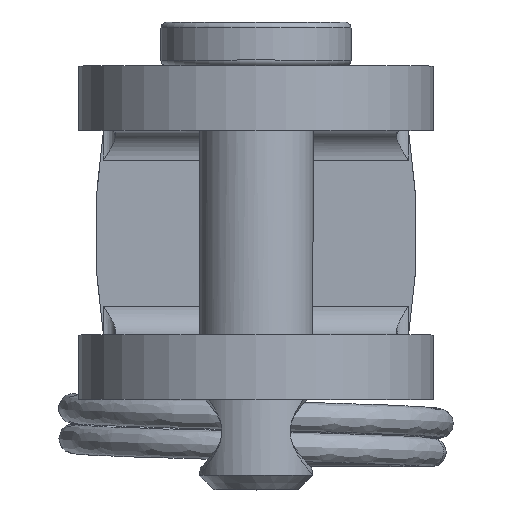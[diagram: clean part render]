
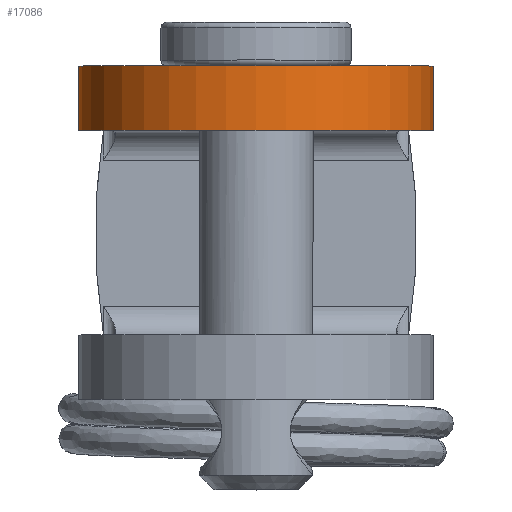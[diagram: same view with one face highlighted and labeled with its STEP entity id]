
A CAD part, top view. The second image highlights one B-rep face of the part: STEP entity #17086.
In plain terms, the highlighted cylindrical face has radius 6.064 mm (diameter 12.127 mm), a partial arc.
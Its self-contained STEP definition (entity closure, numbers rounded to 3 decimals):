
#39 = AXIS2_PLACEMENT_3D ( 'NONE', #1441, #7879, #4544 ) ;
#444 = LINE ( 'NONE', #16328, #12119 ) ;
#462 = DIRECTION ( 'NONE',  ( 0., 0., -1. ) ) ;
#539 = EDGE_LOOP ( 'NONE', ( #9313, #5729, #19775, #8011 ) ) ;
#659 = DIRECTION ( 'NONE',  ( 0., -1., 0. ) ) ;
#1441 = CARTESIAN_POINT ( 'NONE',  ( 0., 5.7, 9.436 ) ) ;
#2294 = CARTESIAN_POINT ( 'NONE',  ( 6., 3.5, 8.56 ) ) ;
#3023 = FACE_OUTER_BOUND ( 'NONE', #539, .T. ) ;
#3267 = CIRCLE ( 'NONE', #11380, 6.064 ) ;
#3282 = EDGE_CURVE ( 'NONE', #16629, #10364, #12938, .T. ) ;
#3797 = DIRECTION ( 'NONE',  ( 0., -1., 0. ) ) ;
#4544 = DIRECTION ( 'NONE',  ( 0., 0., -1. ) ) ;
#5729 = ORIENTED_EDGE ( 'NONE', *, *, #14204, .F. ) ;
#6322 = CARTESIAN_POINT ( 'NONE',  ( 6., 5.7, 8.56 ) ) ;
#6667 = CYLINDRICAL_SURFACE ( 'NONE', #12335, 6.064 ) ;
#6838 = DIRECTION ( 'NONE',  ( 0., -1., 0. ) ) ;
#6931 = VERTEX_POINT ( 'NONE', #2294 ) ;
#7879 = DIRECTION ( 'NONE',  ( 0., 1., 0. ) ) ;
#8011 = ORIENTED_EDGE ( 'NONE', *, *, #19102, .T. ) ;
#8368 = DIRECTION ( 'NONE',  ( 0., 1., 0. ) ) ;
#8480 = CARTESIAN_POINT ( 'NONE',  ( 0., 5.7, 9.436 ) ) ;
#9313 = ORIENTED_EDGE ( 'NONE', *, *, #13451, .T. ) ;
#10364 = VERTEX_POINT ( 'NONE', #6322 ) ;
#10851 = VERTEX_POINT ( 'NONE', #14906 ) ;
#11380 = AXIS2_PLACEMENT_3D ( 'NONE', #15874, #8368, #462 ) ;
#12119 = VECTOR ( 'NONE', #3797, 1000. ) ;
#12335 = AXIS2_PLACEMENT_3D ( 'NONE', #8480, #6838, #15983 ) ;
#12938 = CIRCLE ( 'NONE', #39, 6.064 ) ;
#13153 = CARTESIAN_POINT ( 'NONE',  ( -6., 5.7, 8.56 ) ) ;
#13451 = EDGE_CURVE ( 'NONE', #10851, #6931, #3267, .T. ) ;
#13496 = VECTOR ( 'NONE', #659, 1000. ) ;
#14204 = EDGE_CURVE ( 'NONE', #10364, #6931, #444, .T. ) ;
#14906 = CARTESIAN_POINT ( 'NONE',  ( -6., 3.5, 8.56 ) ) ;
#15012 = CARTESIAN_POINT ( 'NONE',  ( -6., 5.7, 8.56 ) ) ;
#15874 = CARTESIAN_POINT ( 'NONE',  ( 0., 3.5, 9.436 ) ) ;
#15983 = DIRECTION ( 'NONE',  ( 0., 0., -1. ) ) ;
#16328 = CARTESIAN_POINT ( 'NONE',  ( 6., 5.7, 8.56 ) ) ;
#16629 = VERTEX_POINT ( 'NONE', #15012 ) ;
#17086 = ADVANCED_FACE ( 'NONE', ( #3023 ), #6667, .T. ) ;
#17773 = LINE ( 'NONE', #13153, #13496 ) ;
#19102 = EDGE_CURVE ( 'NONE', #16629, #10851, #17773, .T. ) ;
#19775 = ORIENTED_EDGE ( 'NONE', *, *, #3282, .F. ) ;
